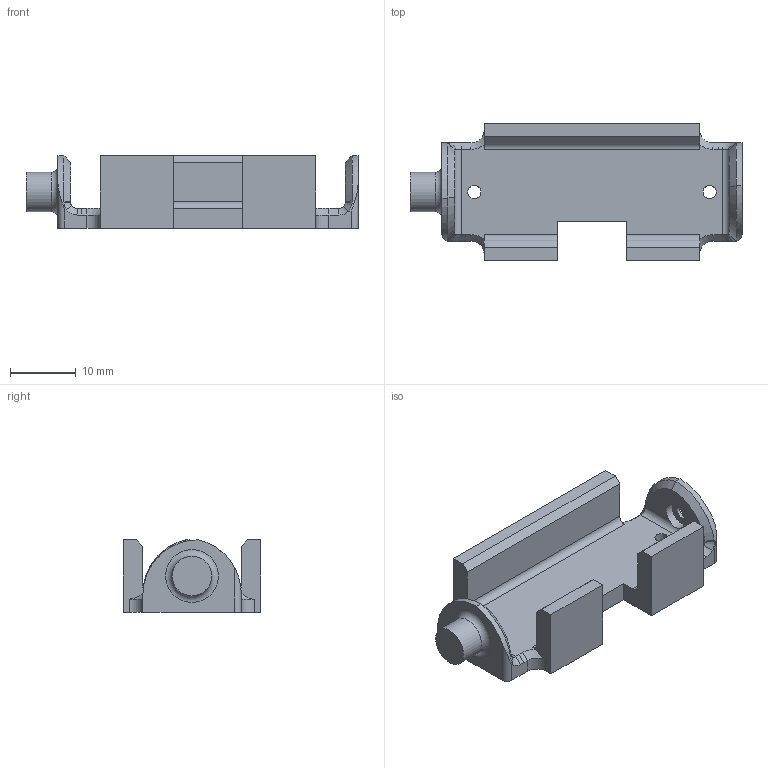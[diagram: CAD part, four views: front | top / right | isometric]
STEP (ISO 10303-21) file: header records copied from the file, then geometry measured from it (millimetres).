
FILE_DESCRIPTION(/* description */ (''),/* implementation_level */ '2;1');
FILE_NAME(/* name */ 'lidarMount v14.step',/* time_stamp */ '2019-06-20T21:27:02-07:00',/* author */ (''),/* organization */ (''),/* preprocessor_version */ 'ST-DEVELOPER v18',/* originating_system */ 'Autodesk Translation Framework v8.2.0.1029',/* authorisation */ '');
FILE_SCHEMA (('AUTOMOTIVE_DESIGN { 1 0 10303 214 3 1 1 }'));
Length unit declared in the file: millimetre
Products named in the file (1): lidarMount
Bounding box: 50.35 x 20.9 x 11 mm (x, y, z)
Volume: 4165.7 mm3; surface area: 3485.2 mm2
Topology: 1 solids, 1 shells, 82 faces, 221 edges, 142 vertices
Faces by surface type: plane 33, bspline 20, cylinder 20, cone 8, torus 1
Full cylindrical faces by diameter (mm): 2 x3, 4 x1, 6 x1
Entity records: 2978 total; most frequent: CARTESIAN_POINT 992, ORIENTED_EDGE 442, DIRECTION 344, EDGE_CURVE 221, VERTEX_POINT 142, LINE 124, VECTOR 124, AXIS2_PLACEMENT_3D 110
